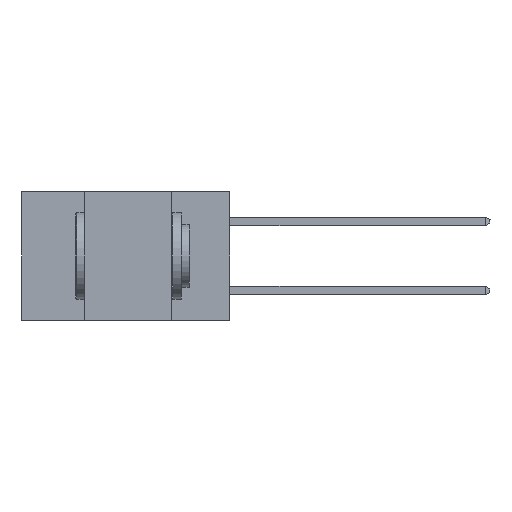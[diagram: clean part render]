
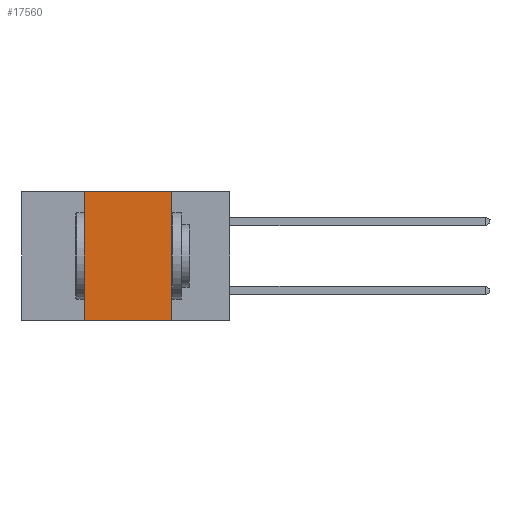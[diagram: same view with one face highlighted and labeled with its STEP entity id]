
A CAD part, left-side view. The second image highlights one B-rep face of the part: STEP entity #17560.
In plain terms, the highlighted planar face has unit normal (-1, 0, 0).
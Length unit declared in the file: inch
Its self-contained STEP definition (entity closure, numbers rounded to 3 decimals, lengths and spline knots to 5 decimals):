
#579 = EDGE_CURVE ( 'NONE', #16419, #11550, #7836, .T. ) ;
#2108 = ORIENTED_EDGE ( 'NONE', *, *, #10208, .F. ) ;
#2311 = VERTEX_POINT ( 'NONE', #7458 ) ;
#2348 = VECTOR ( 'NONE', #13578, 39.37008 ) ;
#2587 = VECTOR ( 'NONE', #21658, 39.37008 ) ;
#3140 = CARTESIAN_POINT ( 'NONE',  ( 0., 0.42, -0.37 ) ) ;
#4105 = CARTESIAN_POINT ( 'NONE',  ( 0., 0.42, 0. ) ) ;
#5058 = ORIENTED_EDGE ( 'NONE', *, *, #5809, .F. ) ;
#5809 = EDGE_CURVE ( 'NONE', #2311, #11550, #15562, .T. ) ;
#6293 = CARTESIAN_POINT ( 'NONE',  ( 0., 0.17, -0.37 ) ) ;
#6350 = ORIENTED_EDGE ( 'NONE', *, *, #14294, .F. ) ;
#6668 = DIRECTION ( 'NONE',  ( 0., 0., -1. ) ) ;
#7072 = AXIS2_PLACEMENT_3D ( 'NONE', #22683, #9946, #13948 ) ;
#7214 = VECTOR ( 'NONE', #6668, 39.37008 ) ;
#7458 = CARTESIAN_POINT ( 'NONE',  ( 0., 0.17, 0. ) ) ;
#7836 = LINE ( 'NONE', #19019, #2348 ) ;
#7846 = PLANE ( 'NONE',  #7072 ) ;
#9946 = DIRECTION ( 'NONE',  ( 1., 0., 0. ) ) ;
#10208 = EDGE_CURVE ( 'NONE', #16419, #21803, #15961, .T. ) ;
#10949 = ORIENTED_EDGE ( 'NONE', *, *, #579, .T. ) ;
#11550 = VERTEX_POINT ( 'NONE', #18140 ) ;
#11835 = DIRECTION ( 'NONE',  ( 0., -1., 0. ) ) ;
#13534 = CARTESIAN_POINT ( 'NONE',  ( 0., 0.6, 0. ) ) ;
#13578 = DIRECTION ( 'NONE',  ( 0., -1., 0. ) ) ;
#13948 = DIRECTION ( 'NONE',  ( 0., 0., -1. ) ) ;
#14294 = EDGE_CURVE ( 'NONE', #21803, #2311, #21167, .T. ) ;
#15562 = LINE ( 'NONE', #6293, #7214 ) ;
#15961 = LINE ( 'NONE', #3140, #2587 ) ;
#16419 = VERTEX_POINT ( 'NONE', #20285 ) ;
#17094 = FACE_OUTER_BOUND ( 'NONE', #22528, .T. ) ;
#17560 = ADVANCED_FACE ( 'NONE', ( #17094 ), #7846, .F. ) ;
#18140 = CARTESIAN_POINT ( 'NONE',  ( 0., 0.17, -0.37 ) ) ;
#19019 = CARTESIAN_POINT ( 'NONE',  ( 0., 0.6, -0.37 ) ) ;
#20285 = CARTESIAN_POINT ( 'NONE',  ( 0., 0.42, -0.37 ) ) ;
#21167 = LINE ( 'NONE', #13534, #23667 ) ;
#21658 = DIRECTION ( 'NONE',  ( 0., 0., 1. ) ) ;
#21803 = VERTEX_POINT ( 'NONE', #4105 ) ;
#22528 = EDGE_LOOP ( 'NONE', ( #5058, #6350, #2108, #10949 ) ) ;
#22683 = CARTESIAN_POINT ( 'NONE',  ( 0., 0.6, 0. ) ) ;
#23667 = VECTOR ( 'NONE', #11835, 39.37008 ) ;
